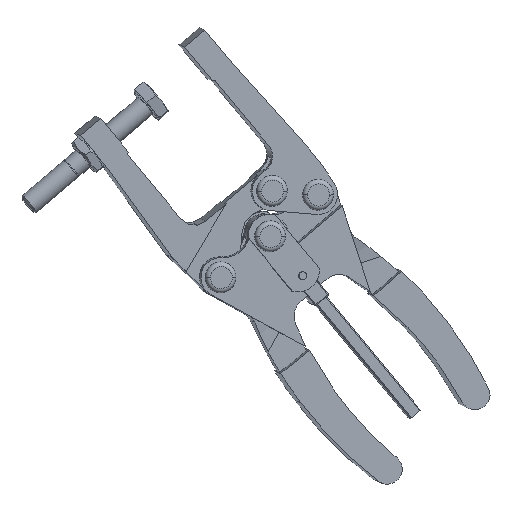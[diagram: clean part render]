
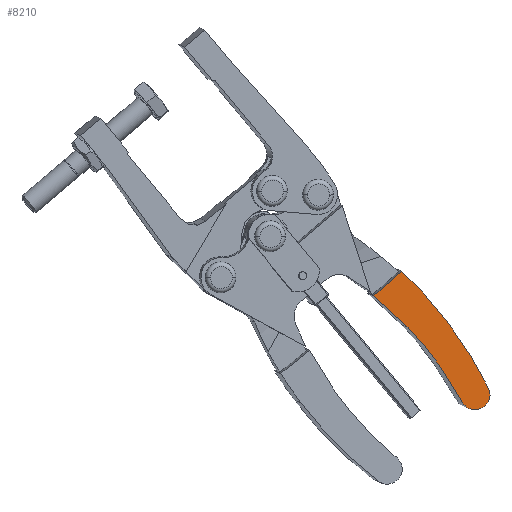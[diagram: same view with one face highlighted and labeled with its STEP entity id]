
A CAD part, top view. The second image highlights one B-rep face of the part: STEP entity #8210.
In plain terms, the highlighted planar face has unit normal (0.164, -0.069, 0.984).
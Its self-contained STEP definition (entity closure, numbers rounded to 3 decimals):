
#8123=AXIS2_PLACEMENT_3D('Circle Axis2P3D',#8121,#8122,$) ;
#8136=AXIS2_PLACEMENT_3D('Plane Axis2P3D',#8133,#8134,#8135) ;
#8160=AXIS2_PLACEMENT_3D('Circle Axis2P3D',#8158,#8159,$) ;
#8167=AXIS2_PLACEMENT_3D('Circle Axis2P3D',#8165,#8166,$) ;
#8181=AXIS2_PLACEMENT_3D('Circle Axis2P3D',#8179,#8180,$) ;
#8188=AXIS2_PLACEMENT_3D('Circle Axis2P3D',#8186,#8187,$) ;
#8195=AXIS2_PLACEMENT_3D('Circle Axis2P3D',#8193,#8194,$) ;
#7402=CARTESIAN_POINT('Vertex',(265.748,108.842,6.073)) ;
#7405=CARTESIAN_POINT('Line Origine',(272.012,114.387,5.418)) ;
#7409=CARTESIAN_POINT('Vertex',(278.277,119.933,4.764)) ;
#8118=CARTESIAN_POINT('Vertex',(289.392,108.607,2.128)) ;
#8121=CARTESIAN_POINT('Axis2P3D Location',(150.898,-19.164,16.239)) ;
#8133=CARTESIAN_POINT('Axis2P3D Location',(248.501,144.258,11.404)) ;
#8139=CARTESIAN_POINT('Control Point',(281.204,94.586,2.512)) ;
#8140=CARTESIAN_POINT('Control Point',(278.304,97.64,3.207)) ;
#8141=CARTESIAN_POINT('Control Point',(275.304,100.596,3.911)) ;
#8142=CARTESIAN_POINT('Control Point',(272.208,103.451,4.624)) ;
#8143=CARTESIAN_POINT('Control Point',(269.021,106.201,5.345)) ;
#8144=CARTESIAN_POINT('Control Point',(265.748,108.842,6.073)) ;
#8145=CARTESIAN_POINT('Vertex',(281.204,94.586,2.512)) ;
#8149=CARTESIAN_POINT('Control Point',(305.869,60.636,-3.95)) ;
#8150=CARTESIAN_POINT('Control Point',(301.846,68.048,-2.765)) ;
#8151=CARTESIAN_POINT('Control Point',(297.343,75.189,-1.52)) ;
#8152=CARTESIAN_POINT('Control Point',(292.382,82.017,-0.22)) ;
#8153=CARTESIAN_POINT('Control Point',(286.991,88.495,1.126)) ;
#8154=CARTESIAN_POINT('Control Point',(281.204,94.586,2.512)) ;
#8155=CARTESIAN_POINT('Vertex',(305.869,60.636,-3.95)) ;
#8158=CARTESIAN_POINT('Axis2P3D Location',(311.585,63.855,-4.675)) ;
#8162=CARTESIAN_POINT('Vertex',(310.423,57.363,-4.934)) ;
#8165=CARTESIAN_POINT('Axis2P3D Location',(311.585,63.855,-4.675)) ;
#8169=CARTESIAN_POINT('Vertex',(315.842,58.922,-5.726)) ;
#8172=CARTESIAN_POINT('Line Origine',(315.952,59.02,-5.738)) ;
#8176=CARTESIAN_POINT('Vertex',(316.063,59.117,-5.749)) ;
#8179=CARTESIAN_POINT('Axis2P3D Location',(311.806,64.05,-4.698)) ;
#8183=CARTESIAN_POINT('Vertex',(318.191,62.834,-5.844)) ;
#8186=CARTESIAN_POINT('Axis2P3D Location',(311.806,64.05,-4.698)) ;
#8190=CARTESIAN_POINT('Vertex',(317.629,67.062,-5.456)) ;
#8193=CARTESIAN_POINT('Axis2P3D Location',(150.898,-19.164,16.239)) ;
#7406=DIRECTION('Vector Direction',(0.746,0.661,-0.078)) ;
#8122=DIRECTION('Axis2P3D Direction',(0.164,-0.069,0.984)) ;
#8134=DIRECTION('Axis2P3D Direction',(-0.164,0.069,-0.984)) ;
#8135=DIRECTION('Axis2P3D XDirection',(-0.746,-0.661,0.078)) ;
#8159=DIRECTION('Axis2P3D Direction',(-0.164,0.069,-0.984)) ;
#8166=DIRECTION('Axis2P3D Direction',(-0.164,0.069,-0.984)) ;
#8173=DIRECTION('Vector Direction',(-0.746,-0.661,0.078)) ;
#8180=DIRECTION('Axis2P3D Direction',(-0.164,0.069,-0.984)) ;
#8187=DIRECTION('Axis2P3D Direction',(-0.164,0.069,-0.984)) ;
#8194=DIRECTION('Axis2P3D Direction',(-0.164,0.069,-0.984)) ;
#7407=VECTOR('Line Direction',#7406,1.) ;
#8174=VECTOR('Line Direction',#8173,1.) ;
#8199=ORIENTED_EDGE('',*,*,#7411,.F.) ;
#8200=ORIENTED_EDGE('',*,*,#8147,.F.) ;
#8201=ORIENTED_EDGE('',*,*,#8157,.F.) ;
#8202=ORIENTED_EDGE('',*,*,#8164,.F.) ;
#8203=ORIENTED_EDGE('',*,*,#8171,.F.) ;
#8204=ORIENTED_EDGE('',*,*,#8178,.F.) ;
#8205=ORIENTED_EDGE('',*,*,#8185,.F.) ;
#8206=ORIENTED_EDGE('',*,*,#8192,.F.) ;
#8207=ORIENTED_EDGE('',*,*,#8197,.F.) ;
#8208=ORIENTED_EDGE('',*,*,#8125,.F.) ;
#8210=ADVANCED_FACE('SPANNZANGE_TS_G_545_JW44_357910',(#8209),#8137,.F.) ;
#8138=B_SPLINE_CURVE_WITH_KNOTS('',5,(#8139,#8140,#8141,#8142,#8143,#8144),.UNSPECIFIED.,.F.,.U.,(6,6),(60.215,90.396),.UNSPECIFIED.) ;
#8148=B_SPLINE_CURVE_WITH_KNOTS('',5,(#8149,#8150,#8151,#8152,#8153,#8154),.UNSPECIFIED.,.F.,.U.,(6,6),(0.,60.215),.UNSPECIFIED.) ;
#8124=CIRCLE('generated circle',#8123,188.957) ;
#8161=CIRCLE('generated circle',#8160,6.6) ;
#8168=CIRCLE('generated circle',#8167,6.6) ;
#8182=CIRCLE('generated circle',#8181,6.6) ;
#8189=CIRCLE('generated circle',#8188,6.6) ;
#8196=CIRCLE('generated circle',#8195,188.957) ;
#7411=EDGE_CURVE('',#7403,#7410,#7408,.T.) ;
#8125=EDGE_CURVE('',#7410,#8119,#8124,.F.) ;
#8147=EDGE_CURVE('',#8146,#7403,#8138,.T.) ;
#8157=EDGE_CURVE('',#8156,#8146,#8148,.T.) ;
#8164=EDGE_CURVE('',#8163,#8156,#8161,.T.) ;
#8171=EDGE_CURVE('',#8170,#8163,#8168,.T.) ;
#8178=EDGE_CURVE('',#8177,#8170,#8175,.T.) ;
#8185=EDGE_CURVE('',#8184,#8177,#8182,.T.) ;
#8192=EDGE_CURVE('',#8191,#8184,#8189,.T.) ;
#8197=EDGE_CURVE('',#8119,#8191,#8196,.T.) ;
#8198=EDGE_LOOP('',(#8199,#8200,#8201,#8202,#8203,#8204,#8205,#8206,#8207,#8208)) ;
#8209=FACE_OUTER_BOUND('',#8198,.T.) ;
#7408=LINE('Line',#7405,#7407) ;
#8175=LINE('Line',#8172,#8174) ;
#8137=PLANE('Plane',#8136) ;
#7403=VERTEX_POINT('',#7402) ;
#7410=VERTEX_POINT('',#7409) ;
#8119=VERTEX_POINT('',#8118) ;
#8146=VERTEX_POINT('',#8145) ;
#8156=VERTEX_POINT('',#8155) ;
#8163=VERTEX_POINT('',#8162) ;
#8170=VERTEX_POINT('',#8169) ;
#8177=VERTEX_POINT('',#8176) ;
#8184=VERTEX_POINT('',#8183) ;
#8191=VERTEX_POINT('',#8190) ;
